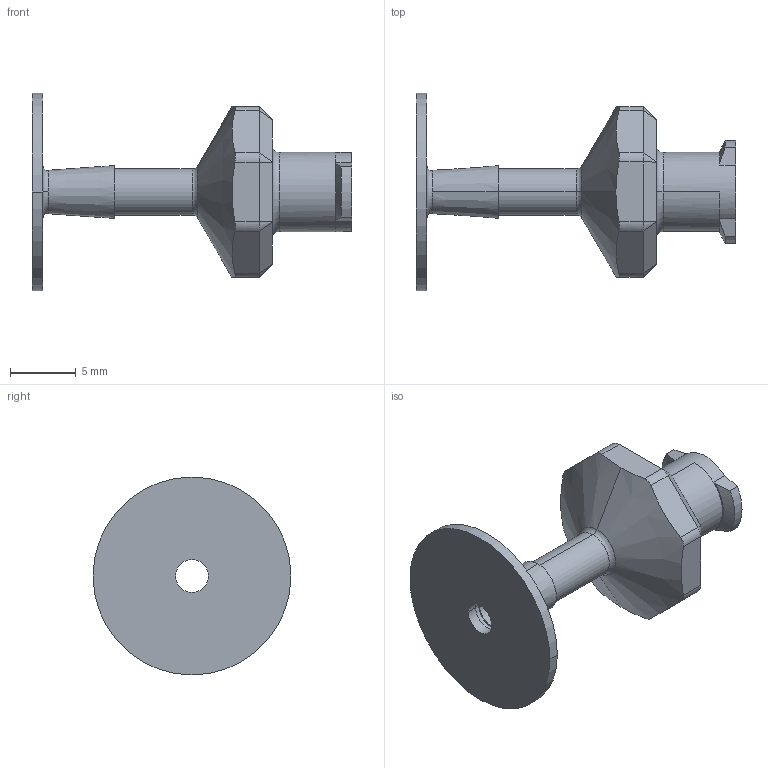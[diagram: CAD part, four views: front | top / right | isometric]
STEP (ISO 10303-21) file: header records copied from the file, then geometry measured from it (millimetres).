
FILE_DESCRIPTION((''),'2;1');
FILE_NAME('LUERADAPTERREVERSED','2025-11-01T00:43:28',('cz5798'),(''),'CREO PARAMETRIC BY PTC INC, 2025123','CREO PARAMETRIC BY PTC INC, 2025123','');
FILE_SCHEMA(('CONFIG_CONTROL_DESIGN'));
Length unit declared in the file: millimetre
Products named in the file (1): LUERADAPTERREVERSED
Bounding box: 24.2 x 15 x 15 mm (x, y, z)
Volume: 820.4 mm3; surface area: 1243.4 mm2
Topology: 1 solids, 1 shells, 79 faces, 184 edges, 106 vertices
Faces by surface type: plane 31, cylinder 22, cone 16, torus 10
Entity records: 2268 total; most frequent: CARTESIAN_POINT 461, DIRECTION 384, ORIENTED_EDGE 352, EDGE_CURVE 176, AXIS2_PLACEMENT_3D 151, VERTEX_POINT 106, EDGE_LOOP 88, VECTOR 82
